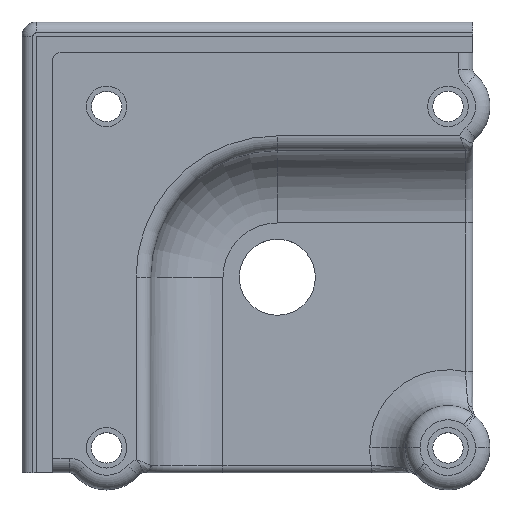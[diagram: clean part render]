
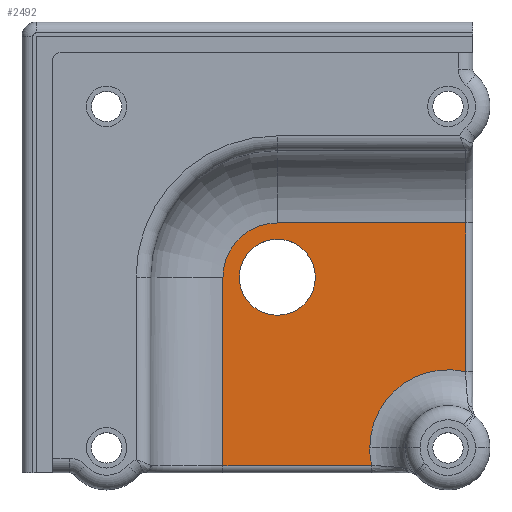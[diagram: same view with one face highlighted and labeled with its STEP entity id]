
A CAD part, top view. The second image highlights one B-rep face of the part: STEP entity #2492.
In plain terms, the highlighted planar face has unit normal (0, 0, 1).
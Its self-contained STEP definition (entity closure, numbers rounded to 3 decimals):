
#11 = PLANE ( 'NONE',  #966 ) ;
#53 = DIRECTION ( 'NONE',  ( 0., 0., -1. ) ) ;
#73 = EDGE_CURVE ( 'NONE', #969, #692, #3077, .T. ) ;
#125 = VERTEX_POINT ( 'NONE', #1266 ) ;
#130 = VERTEX_POINT ( 'NONE', #3454 ) ;
#151 = CARTESIAN_POINT ( 'NONE',  ( 26., 7.5, 4.3 ) ) ;
#180 = DIRECTION ( 'NONE',  ( 0., 0., -1. ) ) ;
#200 = VERTEX_POINT ( 'NONE', #151 ) ;
#321 = DIRECTION ( 'NONE',  ( 0., 0., -1. ) ) ;
#332 = VECTOR ( 'NONE', #2075, 1000. ) ;
#346 = EDGE_CURVE ( 'NONE', #2543, #200, #1529, .T. ) ;
#373 = ORIENTED_EDGE ( 'NONE', *, *, #2716, .T. ) ;
#377 = EDGE_LOOP ( 'NONE', ( #3889, #427 ) ) ;
#427 = ORIENTED_EDGE ( 'NONE', *, *, #73, .T. ) ;
#455 = VERTEX_POINT ( 'NONE', #2881 ) ;
#482 = CARTESIAN_POINT ( 'NONE',  ( -7.5, -27., 4.3 ) ) ;
#504 = EDGE_CURVE ( 'NONE', #125, #3794, #3161, .T. ) ;
#565 = DIRECTION ( 'NONE',  ( 0., 0., -1. ) ) ;
#684 = DIRECTION ( 'NONE',  ( -1., 0., 0. ) ) ;
#692 = VERTEX_POINT ( 'NONE', #3169 ) ;
#728 = CIRCLE ( 'NONE', #1486, 7.5 ) ;
#788 = VECTOR ( 'NONE', #937, 1000. ) ;
#793 = CIRCLE ( 'NONE', #2252, 5.25 ) ;
#937 = DIRECTION ( 'NONE',  ( 0., 1., 0. ) ) ;
#966 = AXIS2_PLACEMENT_3D ( 'NONE', #2132, #321, #1873 ) ;
#969 = VERTEX_POINT ( 'NONE', #3879 ) ;
#1007 = DIRECTION ( 'NONE',  ( -1., 0., 0. ) ) ;
#1056 = EDGE_LOOP ( 'NONE', ( #2734, #1381, #1655, #2612, #2329, #373, #1888 ) ) ;
#1057 = EDGE_CURVE ( 'NONE', #692, #969, #793, .T. ) ;
#1099 = CIRCLE ( 'NONE', #3008, 10.8 ) ;
#1147 = EDGE_CURVE ( 'NONE', #1191, #130, #728, .T. ) ;
#1191 = VERTEX_POINT ( 'NONE', #2614 ) ;
#1266 = CARTESIAN_POINT ( 'NONE',  ( -7.5, -26., 4.3 ) ) ;
#1270 = DIRECTION ( 'NONE',  ( 0., 0., -1. ) ) ;
#1330 = CARTESIAN_POINT ( 'NONE',  ( 0., 0., 4.3 ) ) ;
#1372 = AXIS2_PLACEMENT_3D ( 'NONE', #1827, #565, #2398 ) ;
#1373 = CIRCLE ( 'NONE', #1372, 10.8 ) ;
#1381 = ORIENTED_EDGE ( 'NONE', *, *, #504, .T. ) ;
#1486 = AXIS2_PLACEMENT_3D ( 'NONE', #2198, #1913, #684 ) ;
#1529 = LINE ( 'NONE', #3392, #788 ) ;
#1564 = CARTESIAN_POINT ( 'NONE',  ( 23.57, -23.57, 4.3 ) ) ;
#1578 = FACE_OUTER_BOUND ( 'NONE', #1056, .T. ) ;
#1655 = ORIENTED_EDGE ( 'NONE', *, *, #3515, .T. ) ;
#1692 = EDGE_CURVE ( 'NONE', #455, #2543, #1373, .T. ) ;
#1712 = CARTESIAN_POINT ( 'NONE',  ( 13.329, -26., 4.3 ) ) ;
#1827 = CARTESIAN_POINT ( 'NONE',  ( 23.57, -23.57, 4.3 ) ) ;
#1873 = DIRECTION ( 'NONE',  ( -1., 0., 0. ) ) ;
#1881 = DIRECTION ( 'NONE',  ( -1., 0., 0. ) ) ;
#1888 = ORIENTED_EDGE ( 'NONE', *, *, #1147, .T. ) ;
#1913 = DIRECTION ( 'NONE',  ( 0., 0., 1. ) ) ;
#1997 = AXIS2_PLACEMENT_3D ( 'NONE', #3773, #180, #2588 ) ;
#2075 = DIRECTION ( 'NONE',  ( -1., 0., 0. ) ) ;
#2098 = EDGE_CURVE ( 'NONE', #130, #125, #3832, .T. ) ;
#2132 = CARTESIAN_POINT ( 'NONE',  ( 0., 0., 4.3 ) ) ;
#2198 = CARTESIAN_POINT ( 'NONE',  ( 0., 0., 4.3 ) ) ;
#2252 = AXIS2_PLACEMENT_3D ( 'NONE', #1330, #53, #1007 ) ;
#2329 = ORIENTED_EDGE ( 'NONE', *, *, #346, .T. ) ;
#2339 = CARTESIAN_POINT ( 'NONE',  ( 26., -13.047, 4.3 ) ) ;
#2398 = DIRECTION ( 'NONE',  ( -1., 0., 0. ) ) ;
#2492 = ADVANCED_FACE ( 'NONE', ( #1578, #3916 ), #11, .F. ) ;
#2543 = VERTEX_POINT ( 'NONE', #2339 ) ;
#2588 = DIRECTION ( 'NONE',  ( -1., 0., 0. ) ) ;
#2612 = ORIENTED_EDGE ( 'NONE', *, *, #1692, .T. ) ;
#2614 = CARTESIAN_POINT ( 'NONE',  ( 0., 7.5, 4.3 ) ) ;
#2630 = CARTESIAN_POINT ( 'NONE',  ( 13.047, -26., 4.3 ) ) ;
#2631 = DIRECTION ( 'NONE',  ( 1., 0., 0. ) ) ;
#2716 = EDGE_CURVE ( 'NONE', #200, #1191, #3857, .T. ) ;
#2734 = ORIENTED_EDGE ( 'NONE', *, *, #2098, .T. ) ;
#2881 = CARTESIAN_POINT ( 'NONE',  ( 12.77, -23.57, 4.3 ) ) ;
#3008 = AXIS2_PLACEMENT_3D ( 'NONE', #1564, #1270, #1881 ) ;
#3077 = CIRCLE ( 'NONE', #1997, 5.25 ) ;
#3161 = LINE ( 'NONE', #1712, #3272 ) ;
#3169 = CARTESIAN_POINT ( 'NONE',  ( -5.25, 0., 4.3 ) ) ;
#3221 = CARTESIAN_POINT ( 'NONE',  ( 0., 7.5, 4.3 ) ) ;
#3272 = VECTOR ( 'NONE', #2631, 1000. ) ;
#3392 = CARTESIAN_POINT ( 'NONE',  ( 26., 7.5, 4.3 ) ) ;
#3454 = CARTESIAN_POINT ( 'NONE',  ( -7.5, 0., 4.3 ) ) ;
#3515 = EDGE_CURVE ( 'NONE', #3794, #455, #1099, .T. ) ;
#3528 = VECTOR ( 'NONE', #3537, 1000. ) ;
#3537 = DIRECTION ( 'NONE',  ( 0., -1., 0. ) ) ;
#3773 = CARTESIAN_POINT ( 'NONE',  ( 0., 0., 4.3 ) ) ;
#3794 = VERTEX_POINT ( 'NONE', #2630 ) ;
#3832 = LINE ( 'NONE', #482, #3528 ) ;
#3857 = LINE ( 'NONE', #3221, #332 ) ;
#3879 = CARTESIAN_POINT ( 'NONE',  ( 5.25, 0., 4.3 ) ) ;
#3889 = ORIENTED_EDGE ( 'NONE', *, *, #1057, .T. ) ;
#3916 = FACE_BOUND ( 'NONE', #377, .T. ) ;
